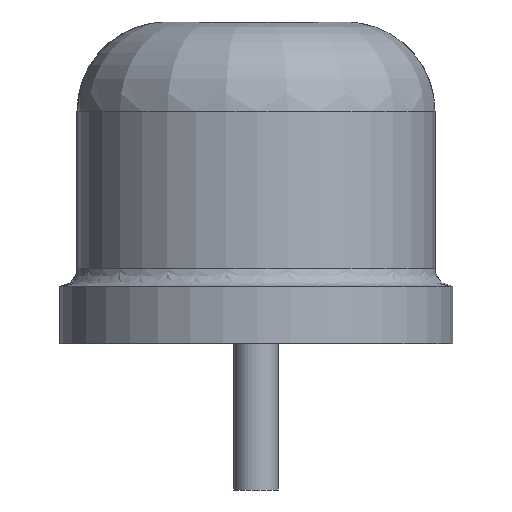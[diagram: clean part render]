
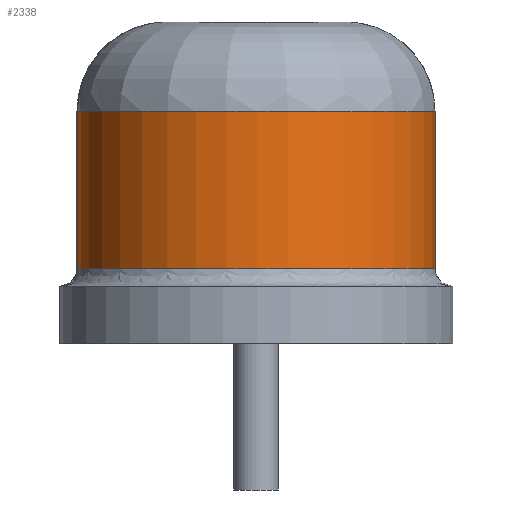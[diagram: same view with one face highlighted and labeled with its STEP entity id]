
A CAD part, left-side view. The second image highlights one B-rep face of the part: STEP entity #2338.
In plain terms, the highlighted cylindrical face has radius 2 mm (diameter 4 mm), a partial arc.
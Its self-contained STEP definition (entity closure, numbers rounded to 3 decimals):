
#43 = PLANE('',#44);
#44 = AXIS2_PLACEMENT_3D('',#45,#46,#47);
#45 = CARTESIAN_POINT('',(-3.195,2.195,1.28));
#46 = DIRECTION('',(1.,0.,0.));
#47 = DIRECTION('',(0.,1.,0.));
#1078 = PLANE('',#1079);
#1079 = AXIS2_PLACEMENT_3D('',#1080,#1081,#1082);
#1080 = CARTESIAN_POINT('',(-3.2,2.2,1.28));
#1081 = DIRECTION('',(1.,0.,0.));
#1082 = DIRECTION('',(0.,0.,1.));
#1277 = VERTEX_POINT('',#1278);
#1278 = CARTESIAN_POINT('',(-3.2,1.995,3.24));
#1488 = SURFACE_OF_REVOLUTION('',#1489,#1494);
#1489 = CIRCLE('',#1490,1.);
#1490 = AXIS2_PLACEMENT_3D('',#1491,#1492,#1493);
#1491 = CARTESIAN_POINT('',(-3.195,0.995,3.24));
#1492 = DIRECTION('',(-1.,0.,0.));
#1493 = DIRECTION('',(0.,-1.,0.));
#1494 = AXIS1_PLACEMENT('',#1495,#1496);
#1495 = CARTESIAN_POINT('',(-3.195,-0.005,0.));
#1496 = DIRECTION('',(0.,0.,1.));
#1602 = EDGE_CURVE('',#1277,#1603,#1605,.T.);
#1603 = VERTEX_POINT('',#1604);
#1604 = CARTESIAN_POINT('',(-3.2,1.995,1.48));
#1605 = SURFACE_CURVE('',#1606,(#1610,#1616),.PCURVE_S1.);
#1606 = LINE('',#1607,#1608);
#1607 = CARTESIAN_POINT('',(-3.2,1.995,3.24));
#1608 = VECTOR('',#1609,1.);
#1609 = DIRECTION('',(0.,0.,-1.));
#1610 = PCURVE('',#1078,#1611);
#1611 = DEFINITIONAL_REPRESENTATION('',(#1612),#1615);
#1612 = B_SPLINE_CURVE_WITH_KNOTS('',1,(#1613,#1614),.UNSPECIFIED.,.F.,
  .F.,(2,2),(0.,1.76),.PIECEWISE_BEZIER_KNOTS.);
#1613 = CARTESIAN_POINT('',(1.96,0.205));
#1614 = CARTESIAN_POINT('',(0.2,0.205));
#1615 = ( GEOMETRIC_REPRESENTATION_CONTEXT(2) 
PARAMETRIC_REPRESENTATION_CONTEXT() REPRESENTATION_CONTEXT('2D SPACE',''
  ) );
#1616 = PCURVE('',#1617,#1622);
#1617 = CYLINDRICAL_SURFACE('',#1618,2.);
#1618 = AXIS2_PLACEMENT_3D('',#1619,#1620,#1621);
#1619 = CARTESIAN_POINT('',(-3.195,-0.005,3.24));
#1620 = DIRECTION('',(0.,0.,-1.));
#1621 = DIRECTION('',(0.,1.,0.));
#1622 = DEFINITIONAL_REPRESENTATION('',(#1623),#1626);
#1623 = B_SPLINE_CURVE_WITH_KNOTS('',1,(#1624,#1625),.UNSPECIFIED.,.F.,
  .F.,(2,2),(0.,1.76),.PIECEWISE_BEZIER_KNOTS.);
#1624 = CARTESIAN_POINT('',(-0.003,0.));
#1625 = CARTESIAN_POINT('',(-0.003,1.76));
#1626 = ( GEOMETRIC_REPRESENTATION_CONTEXT(2) 
PARAMETRIC_REPRESENTATION_CONTEXT() REPRESENTATION_CONTEXT('2D SPACE',''
  ) );
#1840 = SURFACE_OF_REVOLUTION('',#1841,#1846);
#1841 = CIRCLE('',#1842,0.2);
#1842 = AXIS2_PLACEMENT_3D('',#1843,#1844,#1845);
#1843 = CARTESIAN_POINT('',(-3.195,2.195,1.48));
#1844 = DIRECTION('',(-1.,0.,0.));
#1845 = DIRECTION('',(0.,-1.,0.));
#1846 = AXIS1_PLACEMENT('',#1847,#1848);
#1847 = CARTESIAN_POINT('',(-3.195,-0.005,0.));
#1848 = DIRECTION('',(0.,0.,1.));
#2294 = VERTEX_POINT('',#2295);
#2295 = CARTESIAN_POINT('',(-3.195,-2.005,1.48));
#2317 = EDGE_CURVE('',#1603,#2294,#2318,.T.);
#2318 = SURFACE_CURVE('',#2319,(#2324,#2331),.PCURVE_S1.);
#2319 = CIRCLE('',#2320,2.);
#2320 = AXIS2_PLACEMENT_3D('',#2321,#2322,#2323);
#2321 = CARTESIAN_POINT('',(-3.195,-0.005,1.48));
#2322 = DIRECTION('',(0.,0.,1.));
#2323 = DIRECTION('',(0.,1.,0.));
#2324 = PCURVE('',#1840,#2325);
#2325 = DEFINITIONAL_REPRESENTATION('',(#2326),#2330);
#2326 = LINE('',#2327,#2328);
#2327 = CARTESIAN_POINT('',(0.,6.283));
#2328 = VECTOR('',#2329,1.);
#2329 = DIRECTION('',(1.,0.));
#2330 = ( GEOMETRIC_REPRESENTATION_CONTEXT(2) 
PARAMETRIC_REPRESENTATION_CONTEXT() REPRESENTATION_CONTEXT('2D SPACE',''
  ) );
#2331 = PCURVE('',#1617,#2332);
#2332 = DEFINITIONAL_REPRESENTATION('',(#2333),#2337);
#2333 = LINE('',#2334,#2335);
#2334 = CARTESIAN_POINT('',(-0.,1.76));
#2335 = VECTOR('',#2336,1.);
#2336 = DIRECTION('',(-1.,0.));
#2337 = ( GEOMETRIC_REPRESENTATION_CONTEXT(2) 
PARAMETRIC_REPRESENTATION_CONTEXT() REPRESENTATION_CONTEXT('2D SPACE',''
  ) );
#2338 = ADVANCED_FACE('',(#2339),#1617,.T.);
#2339 = FACE_BOUND('',#2340,.F.);
#2340 = EDGE_LOOP('',(#2341,#2342,#2366,#2387));
#2341 = ORIENTED_EDGE('',*,*,#1602,.F.);
#2342 = ORIENTED_EDGE('',*,*,#2343,.T.);
#2343 = EDGE_CURVE('',#1277,#2344,#2346,.T.);
#2344 = VERTEX_POINT('',#2345);
#2345 = CARTESIAN_POINT('',(-3.195,-2.005,3.24));
#2346 = SURFACE_CURVE('',#2347,(#2352,#2359),.PCURVE_S1.);
#2347 = CIRCLE('',#2348,2.);
#2348 = AXIS2_PLACEMENT_3D('',#2349,#2350,#2351);
#2349 = CARTESIAN_POINT('',(-3.195,-0.005,3.24));
#2350 = DIRECTION('',(0.,0.,1.));
#2351 = DIRECTION('',(0.,1.,0.));
#2352 = PCURVE('',#1617,#2353);
#2353 = DEFINITIONAL_REPRESENTATION('',(#2354),#2358);
#2354 = LINE('',#2355,#2356);
#2355 = CARTESIAN_POINT('',(-0.,0.));
#2356 = VECTOR('',#2357,1.);
#2357 = DIRECTION('',(-1.,0.));
#2358 = ( GEOMETRIC_REPRESENTATION_CONTEXT(2) 
PARAMETRIC_REPRESENTATION_CONTEXT() REPRESENTATION_CONTEXT('2D SPACE',''
  ) );
#2359 = PCURVE('',#1488,#2360);
#2360 = DEFINITIONAL_REPRESENTATION('',(#2361),#2365);
#2361 = LINE('',#2362,#2363);
#2362 = CARTESIAN_POINT('',(0.,3.142));
#2363 = VECTOR('',#2364,1.);
#2364 = DIRECTION('',(1.,0.));
#2365 = ( GEOMETRIC_REPRESENTATION_CONTEXT(2) 
PARAMETRIC_REPRESENTATION_CONTEXT() REPRESENTATION_CONTEXT('2D SPACE',''
  ) );
#2366 = ORIENTED_EDGE('',*,*,#2367,.T.);
#2367 = EDGE_CURVE('',#2344,#2294,#2368,.T.);
#2368 = SURFACE_CURVE('',#2369,(#2373,#2380),.PCURVE_S1.);
#2369 = LINE('',#2370,#2371);
#2370 = CARTESIAN_POINT('',(-3.195,-2.005,3.24));
#2371 = VECTOR('',#2372,1.);
#2372 = DIRECTION('',(0.,0.,-1.));
#2373 = PCURVE('',#1617,#2374);
#2374 = DEFINITIONAL_REPRESENTATION('',(#2375),#2379);
#2375 = LINE('',#2376,#2377);
#2376 = CARTESIAN_POINT('',(-3.142,0.));
#2377 = VECTOR('',#2378,1.);
#2378 = DIRECTION('',(-0.,1.));
#2379 = ( GEOMETRIC_REPRESENTATION_CONTEXT(2) 
PARAMETRIC_REPRESENTATION_CONTEXT() REPRESENTATION_CONTEXT('2D SPACE',''
  ) );
#2380 = PCURVE('',#43,#2381);
#2381 = DEFINITIONAL_REPRESENTATION('',(#2382),#2386);
#2382 = LINE('',#2383,#2384);
#2383 = CARTESIAN_POINT('',(-4.2,1.96));
#2384 = VECTOR('',#2385,1.);
#2385 = DIRECTION('',(0.,-1.));
#2386 = ( GEOMETRIC_REPRESENTATION_CONTEXT(2) 
PARAMETRIC_REPRESENTATION_CONTEXT() REPRESENTATION_CONTEXT('2D SPACE',''
  ) );
#2387 = ORIENTED_EDGE('',*,*,#2317,.F.);
